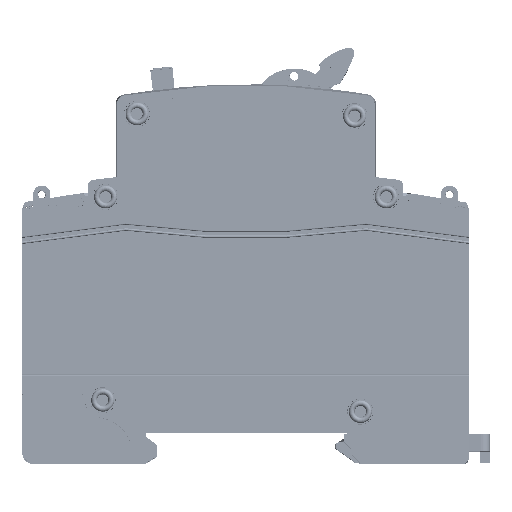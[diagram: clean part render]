
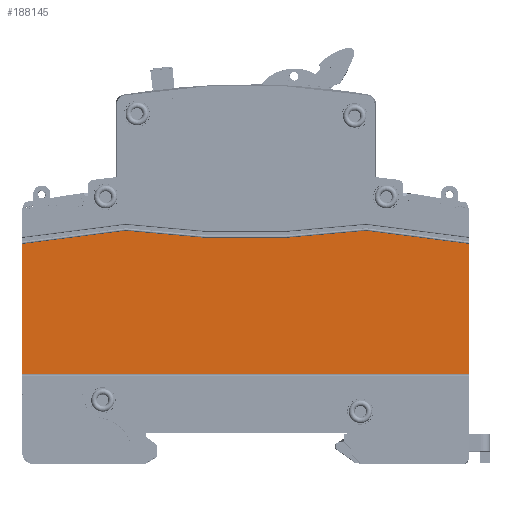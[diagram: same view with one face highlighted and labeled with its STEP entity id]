
A CAD part, top view. The second image highlights one B-rep face of the part: STEP entity #188145.
In plain terms, the highlighted planar face has unit normal (0, 0, 1).
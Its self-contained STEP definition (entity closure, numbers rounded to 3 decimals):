
#3714 = EDGE_CURVE ( 'NONE', #37384, #61280, #175507, .T. ) ;
#6578 = CARTESIAN_POINT ( 'NONE',  ( 77.997, 38.3, 70.299 ) ) ;
#10254 = VERTEX_POINT ( 'NONE', #110656 ) ;
#17540 = VERTEX_POINT ( 'NONE', #49664 ) ;
#24704 = PLANE ( 'NONE',  #85155 ) ;
#31002 = VECTOR ( 'NONE', #128150, 1000. ) ;
#35494 = DIRECTION ( 'NONE',  ( 0., 0., 1. ) ) ;
#37368 = EDGE_CURVE ( 'NONE', #17540, #218222, #112344, .T. ) ;
#37384 = VERTEX_POINT ( 'NONE', #196180 ) ;
#38782 = DIRECTION ( 'NONE',  ( 0., 0., 1. ) ) ;
#39776 = DIRECTION ( 'NONE',  ( 1., 0., 0. ) ) ;
#45108 = VECTOR ( 'NONE', #99516, 1000. ) ;
#49664 = CARTESIAN_POINT ( 'NONE',  ( 0.003, 38.3, 70.299 ) ) ;
#50820 = EDGE_CURVE ( 'NONE', #205873, #10254, #137994, .T. ) ;
#52340 = CIRCLE ( 'NONE', #145871, 158.2 ) ;
#53257 = ORIENTED_EDGE ( 'NONE', *, *, #130806, .T. ) ;
#53530 = EDGE_CURVE ( 'NONE', #126140, #153711, #179667, .T. ) ;
#55574 = ORIENTED_EDGE ( 'NONE', *, *, #50820, .T. ) ;
#60231 = CARTESIAN_POINT ( 'NONE',  ( 39., 197.4, 70.299 ) ) ;
#61012 = CARTESIAN_POINT ( 'NONE',  ( 77.997, 197.4, 70.299 ) ) ;
#61280 = VERTEX_POINT ( 'NONE', #6578 ) ;
#62368 = EDGE_CURVE ( 'NONE', #218222, #37384, #191196, .T. ) ;
#64131 = CARTESIAN_POINT ( 'NONE',  ( 39., 197.4, 70.299 ) ) ;
#72986 = VECTOR ( 'NONE', #174279, 1000. ) ;
#85155 = AXIS2_PLACEMENT_3D ( 'NONE', #64131, #38782, #174891 ) ;
#89957 = CARTESIAN_POINT ( 'NONE',  ( 18., 40.6, 70.299 ) ) ;
#93294 = AXIS2_PLACEMENT_3D ( 'NONE', #97218, #174802, #132881 ) ;
#95007 = CARTESIAN_POINT ( 'NONE',  ( 17.971, 40.596, 70.299 ) ) ;
#97218 = CARTESIAN_POINT ( 'NONE',  ( 60.001, 40.378, 70.299 ) ) ;
#99516 = DIRECTION ( 'NONE',  ( 0., -1., 0. ) ) ;
#100894 = DIRECTION ( 'NONE',  ( -0.992, 0.127, 0. ) ) ;
#107041 = VECTOR ( 'NONE', #39776, 1000. ) ;
#110656 = CARTESIAN_POINT ( 'NONE',  ( 59.971, 40.596, 70.299 ) ) ;
#112344 = LINE ( 'NONE', #168372, #45108 ) ;
#112918 = ORIENTED_EDGE ( 'NONE', *, *, #62368, .T. ) ;
#117495 = CARTESIAN_POINT ( 'NONE',  ( 0.003, 15.5, 70.299 ) ) ;
#118178 = CARTESIAN_POINT ( 'NONE',  ( 18.029, 40.596, 70.299 ) ) ;
#120667 = CARTESIAN_POINT ( 'NONE',  ( 60.029, 40.596, 70.299 ) ) ;
#123724 = LINE ( 'NONE', #239453, #195366 ) ;
#126140 = VERTEX_POINT ( 'NONE', #118178 ) ;
#128150 = DIRECTION ( 'NONE',  ( -0.992, -0.127, 0. ) ) ;
#130806 = EDGE_CURVE ( 'NONE', #10254, #126140, #52340, .T. ) ;
#132881 = DIRECTION ( 'NONE',  ( 1., 0., 0. ) ) ;
#134653 = ORIENTED_EDGE ( 'NONE', *, *, #3714, .T. ) ;
#137994 = CIRCLE ( 'NONE', #93294, 0.22 ) ;
#140496 = FACE_OUTER_BOUND ( 'NONE', #246925, .T. ) ;
#145871 = AXIS2_PLACEMENT_3D ( 'NONE', #60231, #156924, #180963 ) ;
#147514 = DIRECTION ( 'NONE',  ( 1., 0., 0. ) ) ;
#153711 = VERTEX_POINT ( 'NONE', #95007 ) ;
#154601 = ORIENTED_EDGE ( 'NONE', *, *, #37368, .T. ) ;
#156924 = DIRECTION ( 'NONE',  ( 0., 0., -1. ) ) ;
#168372 = CARTESIAN_POINT ( 'NONE',  ( 0.003, 197.4, 70.299 ) ) ;
#171236 = ORIENTED_EDGE ( 'NONE', *, *, #191443, .T. ) ;
#174279 = DIRECTION ( 'NONE',  ( 0., 1., 0. ) ) ;
#174802 = DIRECTION ( 'NONE',  ( 0., 0., 1. ) ) ;
#174891 = DIRECTION ( 'NONE',  ( 1., 0., 0. ) ) ;
#175507 = LINE ( 'NONE', #61012, #72986 ) ;
#179667 = CIRCLE ( 'NONE', #240470, 0.22 ) ;
#180963 = DIRECTION ( 'NONE',  ( 1., 0., 0. ) ) ;
#188145 = ADVANCED_FACE ( 'NONE', ( #140496 ), #24704, .T. ) ;
#191196 = LINE ( 'NONE', #214044, #107041 ) ;
#191443 = EDGE_CURVE ( 'NONE', #61280, #205873, #123724, .T. ) ;
#195366 = VECTOR ( 'NONE', #100894, 1000. ) ;
#196180 = CARTESIAN_POINT ( 'NONE',  ( 77.997, 15.5, 70.299 ) ) ;
#205873 = VERTEX_POINT ( 'NONE', #120667 ) ;
#205984 = CARTESIAN_POINT ( 'NONE',  ( 17.999, 40.378, 70.299 ) ) ;
#206673 = ORIENTED_EDGE ( 'NONE', *, *, #53530, .T. ) ;
#214044 = CARTESIAN_POINT ( 'NONE',  ( 78., 15.5, 70.299 ) ) ;
#218222 = VERTEX_POINT ( 'NONE', #117495 ) ;
#219773 = ORIENTED_EDGE ( 'NONE', *, *, #229840, .T. ) ;
#229840 = EDGE_CURVE ( 'NONE', #153711, #17540, #242568, .T. ) ;
#239453 = CARTESIAN_POINT ( 'NONE',  ( 60., 40.6, 70.299 ) ) ;
#240470 = AXIS2_PLACEMENT_3D ( 'NONE', #205984, #35494, #147514 ) ;
#242568 = LINE ( 'NONE', #89957, #31002 ) ;
#246925 = EDGE_LOOP ( 'NONE', ( #171236, #55574, #53257, #206673, #219773, #154601, #112918, #134653 ) ) ;
